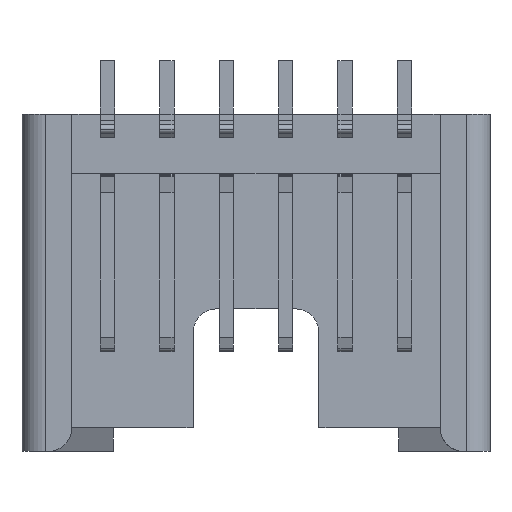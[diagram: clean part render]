
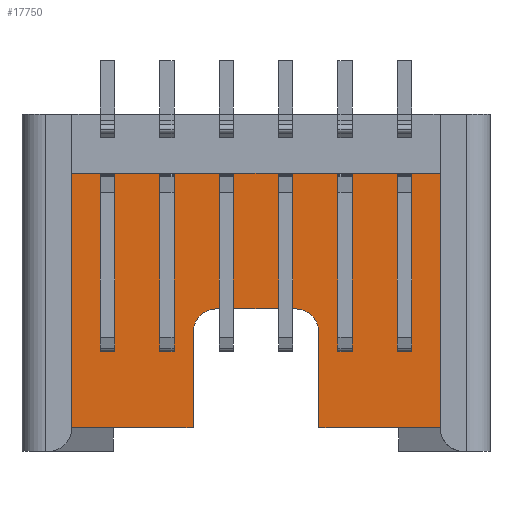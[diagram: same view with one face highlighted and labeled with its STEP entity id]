
A CAD part, front view. The second image highlights one B-rep face of the part: STEP entity #17750.
In plain terms, the highlighted planar face has unit normal (0, -1, 0).
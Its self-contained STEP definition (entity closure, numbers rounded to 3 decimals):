
#470=CARTESIAN_POINT('',(0.,32.26,1.));
#480=DIRECTION('',(-1.,0.,0.));
#490=VECTOR('',#480,1.);
#500=LINE('',#470,#490);
#510=CARTESIAN_POINT('',(7.778,32.26,1.));
#520=VERTEX_POINT('',#510);
#530=CARTESIAN_POINT('',(4.928,32.26,
1.));
#540=VERTEX_POINT('',#530);
#550=EDGE_CURVE('',#520,#540,#500,.T.);
#1100=CARTESIAN_POINT('',(7.778,32.26,0.));
#1110=DIRECTION('',(0.,0.,-1.));
#1120=VECTOR('',#1110,1.);
#1130=LINE('',#1100,#1120);
#1140=CARTESIAN_POINT('',(7.778,32.26,11.7));
#1150=VERTEX_POINT('',#1140);
#1160=EDGE_CURVE('',#1150,#520,#1130,.T.);
#3280=CARTESIAN_POINT('',(-9.922,32.26,11.7));
#3290=VERTEX_POINT('',#3280);
#3550=CARTESIAN_POINT('',(0.,32.26,11.7));
#3560=DIRECTION('',(1.,0.,0.));
#3570=VECTOR('',#3560,1.);
#3580=LINE('',#3550,#3570);
#3590=EDGE_CURVE('',#3290,#1150,#3580,.T.);
#14440=CARTESIAN_POINT('',(-7.072,32.26,
1.));
#14450=VERTEX_POINT('',#14440);
#14560=CARTESIAN_POINT('',(-9.922,32.26,
1.));
#14570=VERTEX_POINT('',#14560);
#14600=EDGE_CURVE('',#14450,#14570,#500,.T.);
#15960=CARTESIAN_POINT('',(1.578,32.26,1.));
#15970=VERTEX_POINT('',#15960);
#16050=CARTESIAN_POINT('',(1.578,32.26,5.));
#16060=VERTEX_POINT('',#16050);
#16090=CARTESIAN_POINT('',(1.578,32.26,0.));
#16100=DIRECTION('',(0.,0.,-1.));
#16110=VECTOR('',#16100,1.);
#16120=LINE('',#16090,#16110);
#16130=EDGE_CURVE('',#16060,#15970,#16120,.T.);
#16780=CARTESIAN_POINT('',(0.578,32.26,6.));
#16790=VERTEX_POINT('',#16780);
#16870=CARTESIAN_POINT('',(-2.722,32.26,6.));
#16880=VERTEX_POINT('',#16870);
#16910=CARTESIAN_POINT('',(0.,32.26,6.));
#16920=DIRECTION('',(1.,0.,0.));
#16930=VECTOR('',#16920,1.);
#16940=LINE('',#16910,#16930);
#16950=EDGE_CURVE('',#16880,#16790,#16940,.T.);
#17080=CARTESIAN_POINT('',(0.578,32.26,5.));
#17090=DIRECTION('',(0.,-1.,0.));
#17100=DIRECTION('',(-1.,0.,0.));
#17110=AXIS2_PLACEMENT_3D('',#17080,#17090,#17100);
#17120=CIRCLE('',#17110,1.);
#17130=EDGE_CURVE('',#16060,#16790,#17120,.T.);
#17260=CARTESIAN_POINT('',(-9.922,32.26,0.));
#17270=DIRECTION('',(0.,0.,1.));
#17280=VECTOR('',#17270,1.);
#17290=LINE('',#17260,#17280);
#17300=EDGE_CURVE('',#14570,#3290,#17290,.T.);
#17350=CARTESIAN_POINT('',(-9.922,32.26,0.));
#17360=DIRECTION('',(0.,1.,0.));
#17370=DIRECTION('',(1.,0.,0.));
#17380=AXIS2_PLACEMENT_3D('',#17350,#17360,#17370);
#17390=PLANE('',#17380);
#17400=ORIENTED_EDGE('',*,*,#17300,.F.);
#17410=ORIENTED_EDGE('',*,*,#3590,.F.);
#17420=ORIENTED_EDGE('',*,*,#1160,.F.);
#17430=ORIENTED_EDGE('',*,*,#550,.F.);
#17440=CARTESIAN_POINT('',(0.,32.26,1.));
#17450=DIRECTION('',(1.,0.,0.));
#17460=VECTOR('',#17450,1.);
#17470=LINE('',#17440,#17460);
#17480=EDGE_CURVE('',#15970,#540,#17470,.T.);
#17490=ORIENTED_EDGE('',*,*,#17480,.T.);
#17500=ORIENTED_EDGE('',*,*,#16130,.T.);
#17510=ORIENTED_EDGE('',*,*,#17130,.F.);
#17520=ORIENTED_EDGE('',*,*,#16950,.T.);
#17530=CARTESIAN_POINT('',(-2.722,32.26,5.));
#17540=DIRECTION('',(0.,-1.,0.));
#17550=DIRECTION('',(-1.,0.,0.));
#17560=AXIS2_PLACEMENT_3D('',#17530,#17540,#17550);
#17570=CIRCLE('',#17560,1.);
#17580=CARTESIAN_POINT('',(-3.722,32.26,5.));
#17590=VERTEX_POINT('',#17580);
#17600=EDGE_CURVE('',#16880,#17590,#17570,.T.);
#17610=ORIENTED_EDGE('',*,*,#17600,.F.);
#17620=CARTESIAN_POINT('',(-3.722,32.26,0.));
#17630=DIRECTION('',(0.,0.,1.));
#17640=VECTOR('',#17630,1.);
#17650=LINE('',#17620,#17640);
#17660=CARTESIAN_POINT('',(-3.722,32.26,
1.));
#17670=VERTEX_POINT('',#17660);
#17680=EDGE_CURVE('',#17670,#17590,#17650,.T.);
#17690=ORIENTED_EDGE('',*,*,#17680,.T.);
#17700=EDGE_CURVE('',#14450,#17670,#17470,.T.);
#17710=ORIENTED_EDGE('',*,*,#17700,.T.);
#17720=ORIENTED_EDGE('',*,*,#14600,.F.);
#17730=EDGE_LOOP('',(#17720,#17710,#17690,#17610,#17520,#17510,#17500,
#17490,#17430,#17420,#17410,#17400));
#17740=FACE_OUTER_BOUND('',#17730,.T.);
#17750=ADVANCED_FACE('',(#17740),#17390,.F.);
